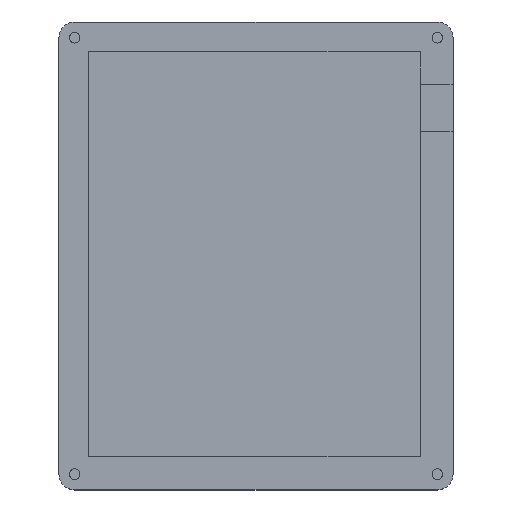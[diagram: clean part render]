
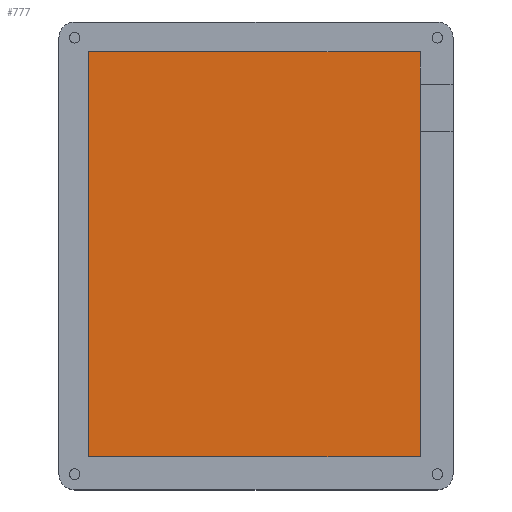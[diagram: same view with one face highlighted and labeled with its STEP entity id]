
A CAD part, top view. The second image highlights one B-rep face of the part: STEP entity #777.
In plain terms, the highlighted planar face has unit normal (0, 0, 1).
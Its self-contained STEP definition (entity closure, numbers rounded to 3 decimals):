
#480 = VERTEX_POINT('',#481);
#481 = CARTESIAN_POINT('',(115.,129.2,3.));
#503 = VERTEX_POINT('',#504);
#504 = CARTESIAN_POINT('',(115.,114.2,3.));
#536 = EDGE_CURVE('',#480,#537,#539,.T.);
#537 = VERTEX_POINT('',#538);
#538 = CARTESIAN_POINT('',(115.,139.5,3.));
#539 = LINE('',#540,#541);
#540 = CARTESIAN_POINT('',(115.,10.5,3.));
#541 = VECTOR('',#542,1.);
#542 = DIRECTION('',(0.,1.,0.));
#560 = VERTEX_POINT('',#561);
#561 = CARTESIAN_POINT('',(115.,10.5,3.));
#567 = EDGE_CURVE('',#560,#503,#568,.T.);
#568 = LINE('',#569,#570);
#569 = CARTESIAN_POINT('',(115.,10.5,3.));
#570 = VECTOR('',#571,1.);
#571 = DIRECTION('',(0.,1.,0.));
#583 = EDGE_CURVE('',#537,#584,#586,.T.);
#584 = VERTEX_POINT('',#585);
#585 = CARTESIAN_POINT('',(9.5,139.5,3.));
#586 = LINE('',#587,#588);
#587 = CARTESIAN_POINT('',(115.,139.5,3.));
#588 = VECTOR('',#589,1.);
#589 = DIRECTION('',(-1.,0.,0.));
#607 = VERTEX_POINT('',#608);
#608 = CARTESIAN_POINT('',(9.5,10.5,3.));
#614 = EDGE_CURVE('',#607,#560,#615,.T.);
#615 = LINE('',#616,#617);
#616 = CARTESIAN_POINT('',(9.5,10.5,3.));
#617 = VECTOR('',#618,1.);
#618 = DIRECTION('',(1.,0.,0.));
#631 = EDGE_CURVE('',#584,#607,#632,.T.);
#632 = LINE('',#633,#634);
#633 = CARTESIAN_POINT('',(9.5,139.5,3.));
#634 = VECTOR('',#635,1.);
#635 = DIRECTION('',(0.,-1.,0.));
#764 = EDGE_CURVE('',#503,#480,#765,.T.);
#765 = LINE('',#766,#767);
#766 = CARTESIAN_POINT('',(115.,10.5,3.));
#767 = VECTOR('',#768,1.);
#768 = DIRECTION('',(0.,1.,0.));
#777 = ADVANCED_FACE('',(#778),#786,.T.);
#778 = FACE_BOUND('',#779,.T.);
#779 = EDGE_LOOP('',(#780,#781,#782,#783,#784,#785));
#780 = ORIENTED_EDGE('',*,*,#631,.T.);
#781 = ORIENTED_EDGE('',*,*,#614,.T.);
#782 = ORIENTED_EDGE('',*,*,#567,.T.);
#783 = ORIENTED_EDGE('',*,*,#764,.T.);
#784 = ORIENTED_EDGE('',*,*,#536,.T.);
#785 = ORIENTED_EDGE('',*,*,#583,.T.);
#786 = PLANE('',#787);
#787 = AXIS2_PLACEMENT_3D('',#788,#789,#790);
#788 = CARTESIAN_POINT('',(62.25,75.,3.));
#789 = DIRECTION('',(0.,0.,1.));
#790 = DIRECTION('',(1.,0.,0.));
